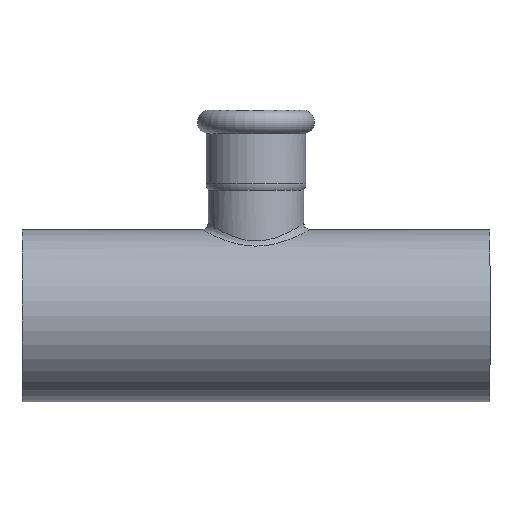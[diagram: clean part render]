
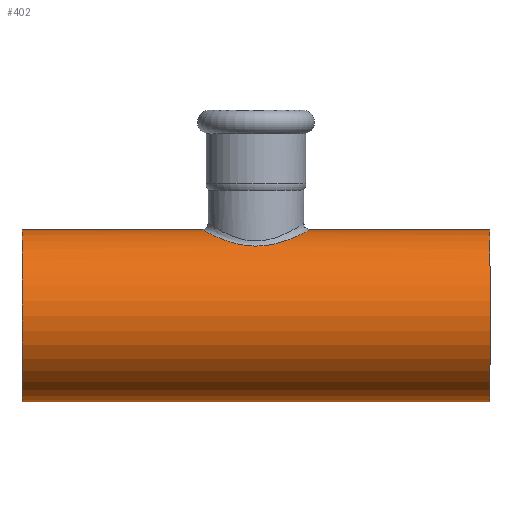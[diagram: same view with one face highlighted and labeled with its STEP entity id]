
A CAD part, front view. The second image highlights one B-rep face of the part: STEP entity #402.
In plain terms, the highlighted cylindrical face has radius 27 mm (diameter 54 mm), a full revolution.
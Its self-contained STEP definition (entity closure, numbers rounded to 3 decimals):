
#26=B_SPLINE_CURVE_WITH_KNOTS('',3,(#1039,#1040,#1041,#1042,#1043,#1044,
#1045,#1046,#1047),.UNSPECIFIED.,.F.,.F.,(4,1,1,1,1,1,4),(-9.277,
-8.946,-8.615,-7.952,-7.51,
-7.068,-6.958),.UNSPECIFIED.);
#27=B_SPLINE_CURVE_WITH_KNOTS('',3,(#1049,#1050,#1051,#1052,#1053,#1054,
#1055,#1056,#1057,#1058,#1059,#1060,#1061,#1062),.UNSPECIFIED.,.F.,.F.,
(4,1,1,1,1,1,1,1,1,1,1,4),(-6.958,-6.848,-6.627,
-6.074,-5.743,-5.301,-4.86,
-4.418,-3.976,-3.534,-2.651,
-2.319),.UNSPECIFIED.);
#28=B_SPLINE_CURVE_WITH_KNOTS('',3,(#1063,#1064,#1065,#1066,#1067,#1068,
#1069,#1070),.UNSPECIFIED.,.F.,.F.,(4,1,1,1,1,4),(-2.319,-1.988,
-1.325,-0.663,-0.331,0.),
 .UNSPECIFIED.);
#42=LINE('',#1076,#54);
#43=LINE('',#1078,#55);
#54=VECTOR('',#605,27.);
#55=VECTOR('',#606,27.);
#63=CYLINDRICAL_SURFACE('',#478,27.);
#79=FACE_OUTER_BOUND('',#97,.T.);
#97=EDGE_LOOP('',(#369,#370,#371,#372,#373,#374,#375,#376,#377));
#142=CIRCLE('',#479,27.);
#143=CIRCLE('',#480,27.);
#183=VERTEX_POINT('',#1006);
#186=VERTEX_POINT('',#1038);
#187=VERTEX_POINT('',#1048);
#188=VERTEX_POINT('',#1074);
#189=VERTEX_POINT('',#1077);
#246=EDGE_CURVE('',#183,#186,#26,.T.);
#247=EDGE_CURVE('',#186,#187,#27,.T.);
#248=EDGE_CURVE('',#187,#183,#28,.T.);
#250=EDGE_CURVE('',#188,#188,#142,.T.);
#251=EDGE_CURVE('',#188,#187,#42,.T.);
#252=EDGE_CURVE('',#186,#189,#43,.T.);
#253=EDGE_CURVE('',#189,#189,#143,.T.);
#369=ORIENTED_EDGE('',*,*,#250,.F.);
#370=ORIENTED_EDGE('',*,*,#251,.T.);
#371=ORIENTED_EDGE('',*,*,#247,.F.);
#372=ORIENTED_EDGE('',*,*,#252,.T.);
#373=ORIENTED_EDGE('',*,*,#253,.F.);
#374=ORIENTED_EDGE('',*,*,#252,.F.);
#375=ORIENTED_EDGE('',*,*,#246,.F.);
#376=ORIENTED_EDGE('',*,*,#248,.F.);
#377=ORIENTED_EDGE('',*,*,#251,.F.);
#402=ADVANCED_FACE('',(#79),#63,.T.);
#478=AXIS2_PLACEMENT_3D('',#1073,#601,#602);
#479=AXIS2_PLACEMENT_3D('',#1075,#603,#604);
#480=AXIS2_PLACEMENT_3D('',#1079,#607,#608);
#601=DIRECTION('center_axis',(1.,0.,0.));
#602=DIRECTION('ref_axis',(0.,0.,-1.));
#603=DIRECTION('center_axis',(1.,0.,0.));
#604=DIRECTION('ref_axis',(0.,0.,-1.));
#605=DIRECTION('',(-1.,0.,0.));
#606=DIRECTION('',(-1.,0.,0.));
#607=DIRECTION('center_axis',(-1.,0.,0.));
#608=DIRECTION('ref_axis',(0.,0.,-1.));
#1006=CARTESIAN_POINT('',(0.,15.828,21.874));
#1038=CARTESIAN_POINT('',(-17.,0.,27.));
#1039=CARTESIAN_POINT('Ctrl Pts',(0.,15.828,
21.874));
#1040=CARTESIAN_POINT('Ctrl Pts',(-1.304,15.828,21.874));
#1041=CARTESIAN_POINT('Ctrl Pts',(-3.911,15.545,22.082));
#1042=CARTESIAN_POINT('Ctrl Pts',(-8.734,13.931,23.181));
#1043=CARTESIAN_POINT('Ctrl Pts',(-12.995,10.751,24.937));
#1044=CARTESIAN_POINT('Ctrl Pts',(-16.013,5.995,26.458));
#1045=CARTESIAN_POINT('Ctrl Pts',(-16.918,2.429,26.956));
#1046=CARTESIAN_POINT('Ctrl Pts',(-17.,0.405,27.));
#1047=CARTESIAN_POINT('Ctrl Pts',(-17.,0.,
27.));
#1048=CARTESIAN_POINT('',(17.,0.,27.));
#1049=CARTESIAN_POINT('Ctrl Pts',(-17.,0.,
27.));
#1050=CARTESIAN_POINT('Ctrl Pts',(-17.,-0.404,
27.));
#1051=CARTESIAN_POINT('Ctrl Pts',(-16.95,-1.619,26.972));
#1052=CARTESIAN_POINT('Ctrl Pts',(-16.418,-4.822,26.685));
#1053=CARTESIAN_POINT('Ctrl Pts',(-14.648,-8.486,25.742));
#1054=CARTESIAN_POINT('Ctrl Pts',(-11.371,-11.995,24.254));
#1055=CARTESIAN_POINT('Ctrl Pts',(-7.588,-14.423,22.871));
#1056=CARTESIAN_POINT('Ctrl Pts',(-2.658,-15.885,21.833));
#1057=CARTESIAN_POINT('Ctrl Pts',(2.659,-15.892,21.834));
#1058=CARTESIAN_POINT('Ctrl Pts',(7.59,-14.414,22.868));
#1059=CARTESIAN_POINT('Ctrl Pts',(13.086,-10.913,24.891));
#1060=CARTESIAN_POINT('Ctrl Pts',(16.44,-5.684,26.703));
#1061=CARTESIAN_POINT('Ctrl Pts',(17.,-1.216,27.));
#1062=CARTESIAN_POINT('Ctrl Pts',(17.,0.001,
27.));
#1063=CARTESIAN_POINT('Ctrl Pts',(17.,0.001,
27.));
#1064=CARTESIAN_POINT('Ctrl Pts',(17.001,1.217,26.999));
#1065=CARTESIAN_POINT('Ctrl Pts',(16.544,4.86,26.753));
#1066=CARTESIAN_POINT('Ctrl Pts',(13.652,10.274,25.209));
#1067=CARTESIAN_POINT('Ctrl Pts',(8.733,13.925,23.18));
#1068=CARTESIAN_POINT('Ctrl Pts',(3.912,15.547,22.082));
#1069=CARTESIAN_POINT('Ctrl Pts',(1.304,15.828,21.874));
#1070=CARTESIAN_POINT('Ctrl Pts',(0.,15.828,
21.874));
#1073=CARTESIAN_POINT('Origin',(0.,0.,
0.));
#1074=CARTESIAN_POINT('',(73.5,0.,27.));
#1075=CARTESIAN_POINT('Origin',(73.5,0.,0.));
#1076=CARTESIAN_POINT('',(0.,0.,27.));
#1077=CARTESIAN_POINT('',(-73.5,0.,27.));
#1078=CARTESIAN_POINT('',(0.,0.,27.));
#1079=CARTESIAN_POINT('Origin',(-73.5,0.,0.));
